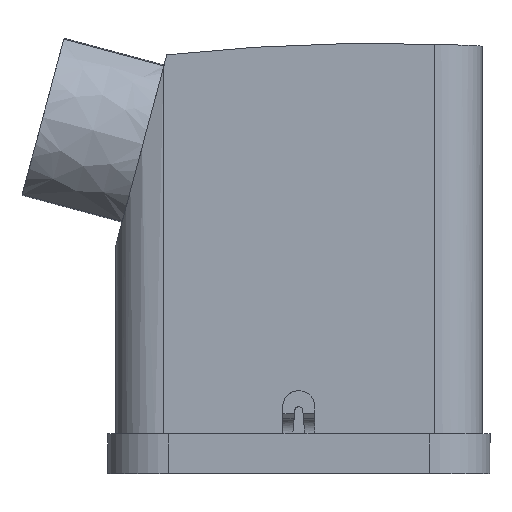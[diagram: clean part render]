
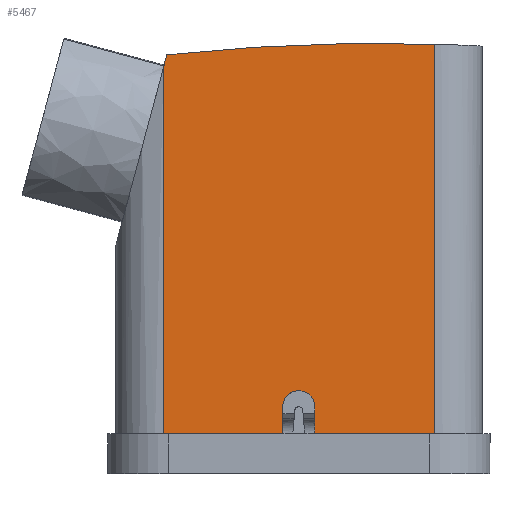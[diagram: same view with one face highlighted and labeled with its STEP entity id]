
A CAD part, left-side view. The second image highlights one B-rep face of the part: STEP entity #5467.
In plain terms, the highlighted planar face has unit normal (-1, 0, 0).
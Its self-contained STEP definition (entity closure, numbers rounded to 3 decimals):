
#5416=AXIS2_PLACEMENT_3D('Plane Axis2P3D',#5413,#5414,#5415) ;
#5427=AXIS2_PLACEMENT_3D('Circle Axis2P3D',#5425,#5426,$) ;
#5446=AXIS2_PLACEMENT_3D('Circle Axis2P3D',#5444,#5445,$) ;
#5009=CARTESIAN_POINT('Vertex',(4.15,26.,5.)) ;
#5012=CARTESIAN_POINT('Line Origine',(4.15,33.5,5.)) ;
#5016=CARTESIAN_POINT('Vertex',(4.15,41.,5.)) ;
#5132=CARTESIAN_POINT('Vertex',(4.15,7.,5.)) ;
#5135=CARTESIAN_POINT('Line Origine',(4.15,14.5,5.)) ;
#5139=CARTESIAN_POINT('Vertex',(4.15,22.,5.)) ;
#5396=CARTESIAN_POINT('Vertex',(4.15,26.,8.4)) ;
#5399=CARTESIAN_POINT('Line Origine',(4.15,26.,6.7)) ;
#5413=CARTESIAN_POINT('Axis2P3D Location',(4.15,24.,3.5)) ;
#5418=CARTESIAN_POINT('Line Origine',(4.15,7.,29.45)) ;
#5422=CARTESIAN_POINT('Vertex',(4.15,7.,53.901)) ;
#5425=CARTESIAN_POINT('Axis2P3D Location',(4.15,14.,-192.5)) ;
#5429=CARTESIAN_POINT('Vertex',(4.15,40.552,52.566)) ;
#5432=CARTESIAN_POINT('Line Origine',(4.15,40.776,51.729)) ;
#5436=CARTESIAN_POINT('Vertex',(4.15,41.,50.892)) ;
#5439=CARTESIAN_POINT('Line Origine',(4.15,41.,27.946)) ;
#5444=CARTESIAN_POINT('Axis2P3D Location',(4.15,24.,8.4)) ;
#5448=CARTESIAN_POINT('Vertex',(4.15,22.,8.4)) ;
#5451=CARTESIAN_POINT('Line Origine',(4.15,22.,6.7)) ;
#5013=DIRECTION('Vector Direction',(0.,-1.,0.)) ;
#5136=DIRECTION('Vector Direction',(0.,-1.,0.)) ;
#5400=DIRECTION('Vector Direction',(0.,0.,-1.)) ;
#5414=DIRECTION('Axis2P3D Direction',(-1.,0.,0.)) ;
#5415=DIRECTION('Axis2P3D XDirection',(0.,-1.,0.)) ;
#5419=DIRECTION('Vector Direction',(0.,0.,-1.)) ;
#5426=DIRECTION('Axis2P3D Direction',(-1.,0.,0.)) ;
#5433=DIRECTION('Vector Direction',(0.,-0.259,0.966)) ;
#5440=DIRECTION('Vector Direction',(0.,0.,1.)) ;
#5445=DIRECTION('Axis2P3D Direction',(-1.,0.,0.)) ;
#5452=DIRECTION('Vector Direction',(0.,0.,-1.)) ;
#5014=VECTOR('Line Direction',#5013,1.) ;
#5137=VECTOR('Line Direction',#5136,1.) ;
#5401=VECTOR('Line Direction',#5400,1.) ;
#5420=VECTOR('Line Direction',#5419,1.) ;
#5434=VECTOR('Line Direction',#5433,1.) ;
#5441=VECTOR('Line Direction',#5440,1.) ;
#5453=VECTOR('Line Direction',#5452,1.) ;
#5457=ORIENTED_EDGE('',*,*,#5141,.T.) ;
#5458=ORIENTED_EDGE('',*,*,#5424,.T.) ;
#5459=ORIENTED_EDGE('',*,*,#5431,.T.) ;
#5460=ORIENTED_EDGE('',*,*,#5438,.T.) ;
#5461=ORIENTED_EDGE('',*,*,#5443,.T.) ;
#5462=ORIENTED_EDGE('',*,*,#5018,.T.) ;
#5463=ORIENTED_EDGE('',*,*,#5403,.F.) ;
#5464=ORIENTED_EDGE('',*,*,#5450,.F.) ;
#5465=ORIENTED_EDGE('',*,*,#5455,.T.) ;
#5467=ADVANCED_FACE('Aussenk\X2\00F6\X0\rper',(#5466),#5417,.T.) ;
#5428=CIRCLE('generated circle',#5427,246.5) ;
#5447=CIRCLE('generated circle',#5446,2.) ;
#5018=EDGE_CURVE('',#5017,#5010,#5015,.T.) ;
#5141=EDGE_CURVE('',#5140,#5133,#5138,.T.) ;
#5403=EDGE_CURVE('',#5397,#5010,#5402,.T.) ;
#5424=EDGE_CURVE('',#5133,#5423,#5421,.F.) ;
#5431=EDGE_CURVE('',#5423,#5430,#5428,.T.) ;
#5438=EDGE_CURVE('',#5430,#5437,#5435,.F.) ;
#5443=EDGE_CURVE('',#5437,#5017,#5442,.F.) ;
#5450=EDGE_CURVE('',#5449,#5397,#5447,.T.) ;
#5455=EDGE_CURVE('',#5449,#5140,#5454,.T.) ;
#5456=EDGE_LOOP('',(#5457,#5458,#5459,#5460,#5461,#5462,#5463,#5464,#5465)) ;
#5466=FACE_OUTER_BOUND('',#5456,.T.) ;
#5015=LINE('Line',#5012,#5014) ;
#5138=LINE('Line',#5135,#5137) ;
#5402=LINE('Line',#5399,#5401) ;
#5421=LINE('Line',#5418,#5420) ;
#5435=LINE('Line',#5432,#5434) ;
#5442=LINE('Line',#5439,#5441) ;
#5454=LINE('Line',#5451,#5453) ;
#5417=PLANE('',#5416) ;
#5010=VERTEX_POINT('',#5009) ;
#5017=VERTEX_POINT('',#5016) ;
#5133=VERTEX_POINT('',#5132) ;
#5140=VERTEX_POINT('',#5139) ;
#5397=VERTEX_POINT('',#5396) ;
#5423=VERTEX_POINT('',#5422) ;
#5430=VERTEX_POINT('',#5429) ;
#5437=VERTEX_POINT('',#5436) ;
#5449=VERTEX_POINT('',#5448) ;
